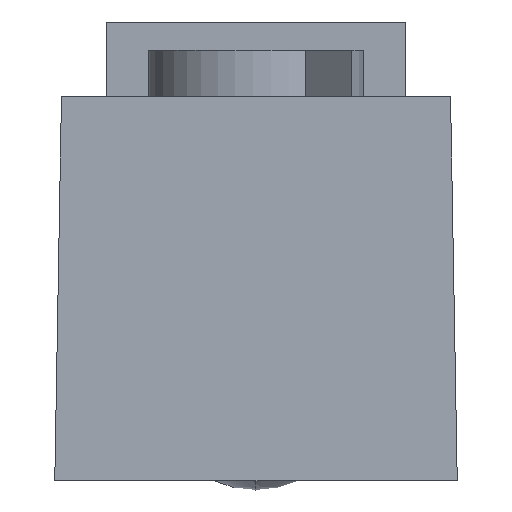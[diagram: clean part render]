
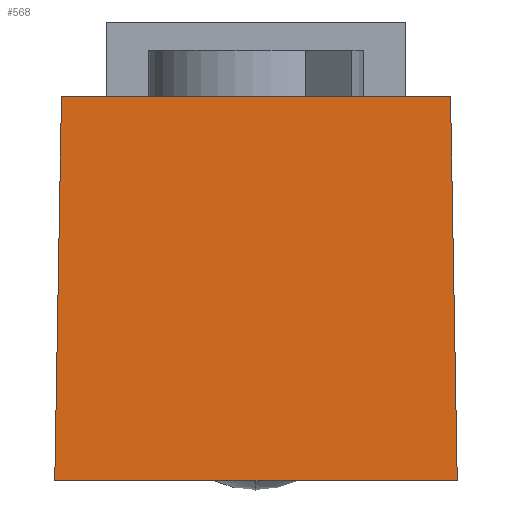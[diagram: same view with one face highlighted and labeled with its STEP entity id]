
A CAD part, left-side view. The second image highlights one B-rep face of the part: STEP entity #568.
In plain terms, the highlighted planar face has unit normal (-1, 0, 0.018).
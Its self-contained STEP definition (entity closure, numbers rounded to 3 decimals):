
#20=DIRECTION('',(0.,-1.,0.));
#21=VECTOR('',#20,4.3);
#22=CARTESIAN_POINT('',(-12.75,2.15,0.));
#23=LINE('',#22,#21);
#46=DIRECTION('',(0.017,-0.017,1.));
#47=VECTOR('',#46,4.101);
#48=CARTESIAN_POINT('',(-12.75,2.15,0.));
#49=LINE('',#48,#47);
#102=DIRECTION('',(0.,-1.,0.));
#103=VECTOR('',#102,4.157);
#104=CARTESIAN_POINT('',(-12.678,2.078,4.1));
#105=LINE('',#104,#103);
#208=DIRECTION('',(0.017,0.017,1.));
#209=VECTOR('',#208,4.101);
#210=CARTESIAN_POINT('',(-12.75,-2.15,0.));
#211=LINE('',#210,#209);
#420=CARTESIAN_POINT('',(-12.75,2.15,0.));
#421=CARTESIAN_POINT('',(-12.75,-2.15,0.));
#422=VERTEX_POINT('',#420);
#423=VERTEX_POINT('',#421);
#428=CARTESIAN_POINT('',(-12.678,2.078,4.1));
#429=CARTESIAN_POINT('',(-12.678,-2.078,4.1));
#430=VERTEX_POINT('',#428);
#431=VERTEX_POINT('',#429);
#554=CARTESIAN_POINT('',(-12.75,3.491,0.));
#555=DIRECTION('',(-1.,0.,0.017));
#556=DIRECTION('',(0.,1.,0.));
#557=AXIS2_PLACEMENT_3D('',#554,#555,#556);
#558=PLANE('',#557);
#559=ORIENTED_EDGE('',*,*,#537,.F.);
#561=ORIENTED_EDGE('',*,*,#560,.T.);
#563=ORIENTED_EDGE('',*,*,#562,.T.);
#565=ORIENTED_EDGE('',*,*,#564,.F.);
#566=EDGE_LOOP('',(#559,#561,#563,#565));
#567=FACE_OUTER_BOUND('',#566,.F.);
#537=EDGE_CURVE('',#422,#423,#23,.T.);
#560=EDGE_CURVE('',#422,#430,#49,.T.);
#562=EDGE_CURVE('',#430,#431,#105,.T.);
#564=EDGE_CURVE('',#423,#431,#211,.T.);
#568=ADVANCED_FACE('',(#567),#558,.T.);
